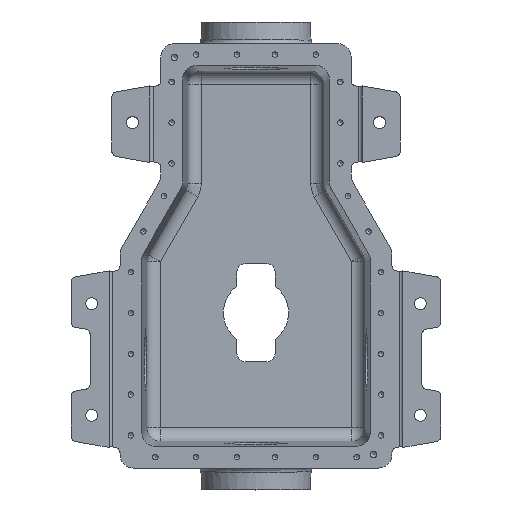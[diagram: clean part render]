
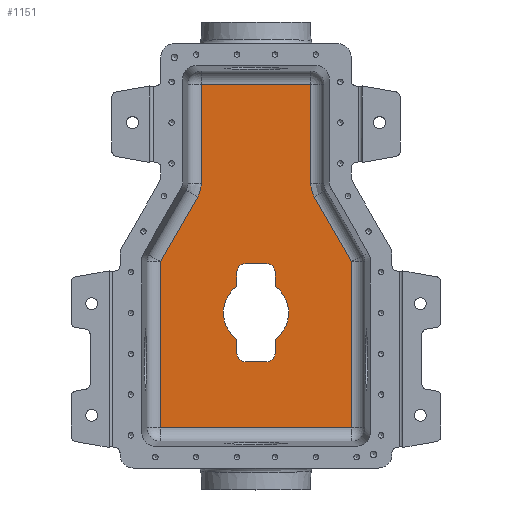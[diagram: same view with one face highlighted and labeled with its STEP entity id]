
A CAD part, top view. The second image highlights one B-rep face of the part: STEP entity #1151.
In plain terms, the highlighted planar face has unit normal (0, 0, 1).
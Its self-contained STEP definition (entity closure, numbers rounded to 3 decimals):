
#1151=ADVANCED_FACE('',(#1673,#1674),#8573,.T.);
#1673=FACE_BOUND('',#2203,.T.);
#1674=FACE_BOUND('',#2204,.T.);
#2203=EDGE_LOOP('',(#3213,#3214,#3215,#3216,#3217,#3218,#3219,#3220,#3221,
#3222));
#2204=EDGE_LOOP('',(#3223,#3224,#3225,#3226,#3227,#3228,#3229,#3230,#3231,
#3232,#3233,#3234));
#3213=ORIENTED_EDGE('',*,*,#5783,.T.);
#3214=ORIENTED_EDGE('',*,*,#5784,.T.);
#3215=ORIENTED_EDGE('',*,*,#5785,.T.);
#3216=ORIENTED_EDGE('',*,*,#5786,.T.);
#3217=ORIENTED_EDGE('',*,*,#5787,.T.);
#3218=ORIENTED_EDGE('',*,*,#5788,.T.);
#3219=ORIENTED_EDGE('',*,*,#5789,.F.);
#3220=ORIENTED_EDGE('',*,*,#5790,.F.);
#3221=ORIENTED_EDGE('',*,*,#5791,.T.);
#3222=ORIENTED_EDGE('',*,*,#5792,.T.);
#3223=ORIENTED_EDGE('',*,*,#5793,.F.);
#3224=ORIENTED_EDGE('',*,*,#5794,.F.);
#3225=ORIENTED_EDGE('',*,*,#5795,.F.);
#3226=ORIENTED_EDGE('',*,*,#5796,.F.);
#3227=ORIENTED_EDGE('',*,*,#5797,.F.);
#3228=ORIENTED_EDGE('',*,*,#5798,.F.);
#3229=ORIENTED_EDGE('',*,*,#5799,.F.);
#3230=ORIENTED_EDGE('',*,*,#5800,.F.);
#3231=ORIENTED_EDGE('',*,*,#5801,.F.);
#3232=ORIENTED_EDGE('',*,*,#5802,.F.);
#3233=ORIENTED_EDGE('',*,*,#5803,.F.);
#3234=ORIENTED_EDGE('',*,*,#5804,.F.);
#5015=VERTEX_POINT('',#43109);
#5016=VERTEX_POINT('',#43110);
#5017=VERTEX_POINT('',#43112);
#5018=VERTEX_POINT('',#43114);
#5019=VERTEX_POINT('',#43116);
#5020=VERTEX_POINT('',#43118);
#5021=VERTEX_POINT('',#43120);
#5022=VERTEX_POINT('',#43122);
#5023=VERTEX_POINT('',#43124);
#5024=VERTEX_POINT('',#43126);
#5025=VERTEX_POINT('',#43129);
#5026=VERTEX_POINT('',#43130);
#5027=VERTEX_POINT('',#43132);
#5028=VERTEX_POINT('',#43134);
#5029=VERTEX_POINT('',#43136);
#5030=VERTEX_POINT('',#43138);
#5031=VERTEX_POINT('',#43140);
#5032=VERTEX_POINT('',#43142);
#5033=VERTEX_POINT('',#43144);
#5034=VERTEX_POINT('',#43146);
#5035=VERTEX_POINT('',#43148);
#5036=VERTEX_POINT('',#43150);
#5783=EDGE_CURVE('',#5015,#5016,#7291,.T.);
#5784=EDGE_CURVE('',#5016,#5017,#7292,.T.);
#5785=EDGE_CURVE('',#5017,#5018,#7293,.T.);
#5786=EDGE_CURVE('',#5018,#5019,#6420,.T.);
#5787=EDGE_CURVE('',#5019,#5020,#7294,.T.);
#5788=EDGE_CURVE('',#5020,#5021,#7295,.T.);
#5789=EDGE_CURVE('',#5022,#5021,#7296,.T.);
#5790=EDGE_CURVE('',#5023,#5022,#6421,.T.);
#5791=EDGE_CURVE('',#5023,#5024,#7297,.T.);
#5792=EDGE_CURVE('',#5024,#5015,#7298,.T.);
#5793=EDGE_CURVE('',#5025,#5026,#6603,.T.);
#5794=EDGE_CURVE('',#5027,#5025,#7299,.T.);
#5795=EDGE_CURVE('',#5028,#5027,#6604,.T.);
#5796=EDGE_CURVE('',#5029,#5028,#7300,.T.);
#5797=EDGE_CURVE('',#5030,#5029,#6605,.T.);
#5798=EDGE_CURVE('',#5031,#5030,#7301,.T.);
#5799=EDGE_CURVE('',#5032,#5031,#6606,.T.);
#5800=EDGE_CURVE('',#5033,#5032,#7302,.T.);
#5801=EDGE_CURVE('',#5034,#5033,#6607,.T.);
#5802=EDGE_CURVE('',#5035,#5034,#7303,.T.);
#5803=EDGE_CURVE('',#5036,#5035,#6608,.T.);
#5804=EDGE_CURVE('',#5026,#5036,#7304,.T.);
#6420=ELLIPSE('',#10838,50.033,50.);
#6421=ELLIPSE('',#10839,50.033,50.);
#6603=CIRCLE('',#10840,60.);
#6604=CIRCLE('',#10841,15.);
#6605=CIRCLE('',#10842,15.);
#6606=CIRCLE('',#10843,60.);
#6607=CIRCLE('',#10844,15.);
#6608=CIRCLE('',#10845,15.);
#7291=LINE('',#43108,#7808);
#7292=LINE('',#43111,#7809);
#7293=LINE('',#43113,#7810);
#7294=LINE('',#43117,#7811);
#7295=LINE('',#43119,#7812);
#7296=LINE('',#43121,#7813);
#7297=LINE('',#43125,#7814);
#7298=LINE('',#43127,#7815);
#7299=LINE('',#43131,#7816);
#7300=LINE('',#43135,#7817);
#7301=LINE('',#43139,#7818);
#7302=LINE('',#43143,#7819);
#7303=LINE('',#43147,#7820);
#7304=LINE('',#43151,#7821);
#7808=VECTOR('',#12480,1.);
#7809=VECTOR('',#12481,1.);
#7810=VECTOR('',#12482,1.);
#7811=VECTOR('',#12485,1.);
#7812=VECTOR('',#12486,1.);
#7813=VECTOR('',#12487,1.);
#7814=VECTOR('',#12490,1.);
#7815=VECTOR('',#12491,1.);
#7816=VECTOR('',#12494,1.);
#7817=VECTOR('',#12497,1.);
#7818=VECTOR('',#12500,1.);
#7819=VECTOR('',#12503,1.);
#7820=VECTOR('',#12506,1.);
#7821=VECTOR('',#12509,1.);
#8573=PLANE('',#10846);
#10838=AXIS2_PLACEMENT_3D('',#43115,#12483,#12484);
#10839=AXIS2_PLACEMENT_3D('',#43123,#12488,#12489);
#10840=AXIS2_PLACEMENT_3D('',#43128,#12492,#12493);
#10841=AXIS2_PLACEMENT_3D('',#43133,#12495,#12496);
#10842=AXIS2_PLACEMENT_3D('',#43137,#12498,#12499);
#10843=AXIS2_PLACEMENT_3D('',#43141,#12501,#12502);
#10844=AXIS2_PLACEMENT_3D('',#43145,#12504,#12505);
#10845=AXIS2_PLACEMENT_3D('',#43149,#12507,#12508);
#10846=AXIS2_PLACEMENT_3D('',#43152,#12510,#12511);
#12480=DIRECTION('',(1.,0.,0.));
#12481=DIRECTION('',(0.,1.,0.));
#12482=DIRECTION('',(-0.5,0.866,0.));
#12483=DIRECTION('',(0.,0.,-1.));
#12484=DIRECTION('',(-0.966,-0.259,0.));
#12485=DIRECTION('',(0.,1.,0.));
#12486=DIRECTION('',(-1.,0.,0.));
#12487=DIRECTION('',(0.,1.,0.));
#12488=DIRECTION('',(0.,0.,1.));
#12489=DIRECTION('',(0.966,-0.259,0.));
#12490=DIRECTION('',(-0.5,-0.866,0.));
#12491=DIRECTION('',(0.,-1.,0.));
#12492=DIRECTION('',(0.,0.,1.));
#12493=DIRECTION('',(1.,0.,0.));
#12494=DIRECTION('',(0.,-1.,0.));
#12495=DIRECTION('',(0.,0.,1.));
#12496=DIRECTION('',(1.,0.,0.));
#12497=DIRECTION('',(-1.,0.,0.));
#12498=DIRECTION('',(0.,0.,1.));
#12499=DIRECTION('',(1.,0.,0.));
#12500=DIRECTION('',(0.,1.,0.));
#12501=DIRECTION('',(0.,0.,1.));
#12502=DIRECTION('',(1.,0.,0.));
#12503=DIRECTION('',(0.,1.,0.));
#12504=DIRECTION('',(0.,0.,1.));
#12505=DIRECTION('',(1.,0.,0.));
#12506=DIRECTION('',(1.,0.,0.));
#12507=DIRECTION('',(0.,0.,1.));
#12508=DIRECTION('',(1.,0.,0.));
#12509=DIRECTION('',(0.,-1.,0.));
#12510=DIRECTION('',(0.,0.,1.));
#12511=DIRECTION('',(1.,0.,0.));
#43108=CARTESIAN_POINT('',(199.849,74.294,-290.));
#43109=CARTESIAN_POINT('',(-175.706,74.294,-290.));
#43110=CARTESIAN_POINT('',(175.706,74.294,-290.));
#43111=CARTESIAN_POINT('',(175.706,386.571,-290.));
#43112=CARTESIAN_POINT('',(175.706,380.106,-290.));
#43113=CARTESIAN_POINT('',(103.937,504.506,-290.));
#43114=CARTESIAN_POINT('',(107.393,498.516,-290.));
#43115=CARTESIAN_POINT('',(150.737,523.503,-290.));
#43116=CARTESIAN_POINT('',(100.706,523.487,-290.));
#43117=CARTESIAN_POINT('',(100.706,729.849,-290.));
#43118=CARTESIAN_POINT('',(100.706,705.706,-290.));
#43119=CARTESIAN_POINT('',(-124.849,705.706,-290.));
#43120=CARTESIAN_POINT('',(-100.706,705.706,-290.));
#43121=CARTESIAN_POINT('',(-100.706,516.571,-290.));
#43122=CARTESIAN_POINT('',(-100.706,523.487,-290.));
#43123=CARTESIAN_POINT('',(-150.737,523.503,-290.));
#43124=CARTESIAN_POINT('',(-107.393,498.516,-290.));
#43125=CARTESIAN_POINT('',(-178.937,374.506,-290.));
#43126=CARTESIAN_POINT('',(-175.706,380.106,-290.));
#43127=CARTESIAN_POINT('',(-175.706,50.151,-290.));
#43128=CARTESIAN_POINT('',(0.,286.,-290.));
#43129=CARTESIAN_POINT('',(-35.,334.734,-290.));
#43130=CARTESIAN_POINT('',(-35.,237.266,-290.));
#43131=CARTESIAN_POINT('',(-35.,334.734,-290.));
#43132=CARTESIAN_POINT('',(-35.,361.,-290.));
#43133=CARTESIAN_POINT('',(-20.,361.,-290.));
#43134=CARTESIAN_POINT('',(-20.,376.,-290.));
#43135=CARTESIAN_POINT('',(-20.,376.,-290.));
#43136=CARTESIAN_POINT('',(20.,376.,-290.));
#43137=CARTESIAN_POINT('',(20.,361.,-290.));
#43138=CARTESIAN_POINT('',(35.,361.,-290.));
#43139=CARTESIAN_POINT('',(35.,361.,-290.));
#43140=CARTESIAN_POINT('',(35.,334.734,-290.));
#43141=CARTESIAN_POINT('',(0.,286.,-290.));
#43142=CARTESIAN_POINT('',(35.,237.266,-290.));
#43143=CARTESIAN_POINT('',(35.,237.266,-290.));
#43144=CARTESIAN_POINT('',(35.,211.,-290.));
#43145=CARTESIAN_POINT('',(20.,211.,-290.));
#43146=CARTESIAN_POINT('',(20.,196.,-290.));
#43147=CARTESIAN_POINT('',(20.,196.,-290.));
#43148=CARTESIAN_POINT('',(-20.,196.,-290.));
#43149=CARTESIAN_POINT('',(-20.,211.,-290.));
#43150=CARTESIAN_POINT('',(-35.,211.,-290.));
#43151=CARTESIAN_POINT('',(-35.,211.,-290.));
#43152=CARTESIAN_POINT('',(0.,0.,-290.));
